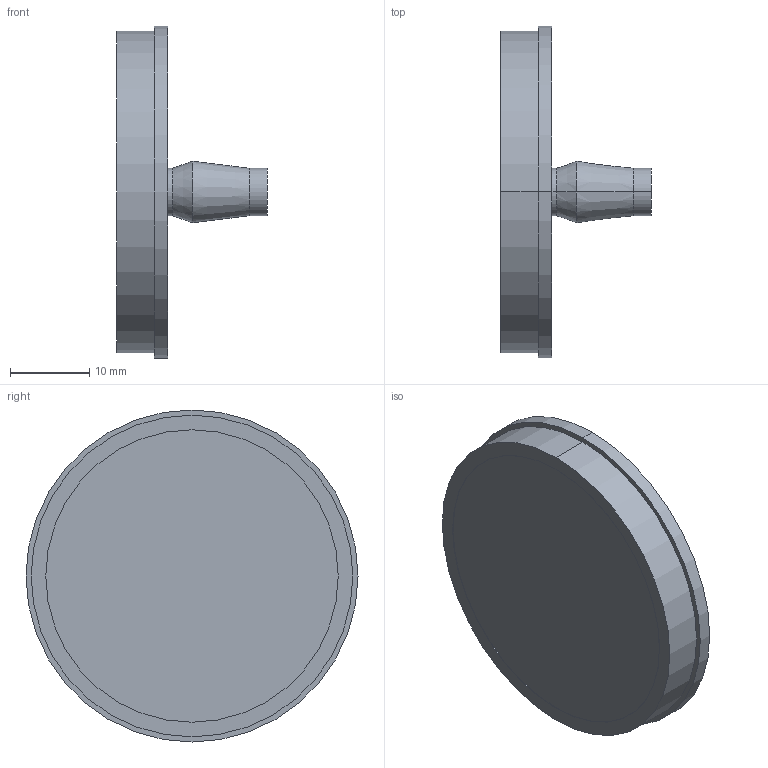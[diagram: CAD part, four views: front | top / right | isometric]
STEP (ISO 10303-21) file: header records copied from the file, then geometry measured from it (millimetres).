
FILE_DESCRIPTION((''),'2;1');
FILE_NAME('E424-31_CB','2017-06-12T',('cmozuch'),(''),'PRO/ENGINEER BY PARAMETRIC TECHNOLOGY CORPORATION, 2015440','PRO/ENGINEER BY PARAMETRIC TECHNOLOGY CORPORATION, 2015440','');
FILE_SCHEMA(('CONFIG_CONTROL_DESIGN'));
Length unit declared in the file: millimetre
Products named in the file (1): E424-31_CB
Bounding box: 19.1 x 42 x 42 mm (x, y, z)
Volume: 8966.2 mm3; surface area: 3887.2 mm2
Topology: 1 solids, 1 shells, 19 faces, 36 edges, 22 vertices
Faces by surface type: cylinder 10, plane 5, cone 4
Entity records: 788 total; most frequent: DIRECTION 96, CARTESIAN_POINT 77, ORIENTED_EDGE 72, AXIS2_PLACEMENT_3D 41, FILL_AREA_STYLE_COLOUR 38, FILL_AREA_STYLE 38, SURFACE_STYLE_FILL_AREA 38, SURFACE_SIDE_STYLE 38
